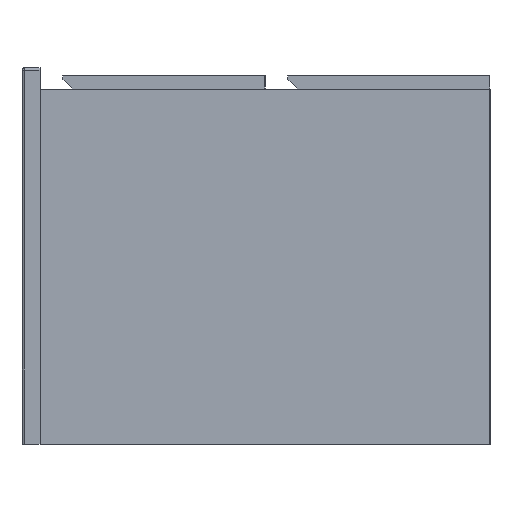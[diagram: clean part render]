
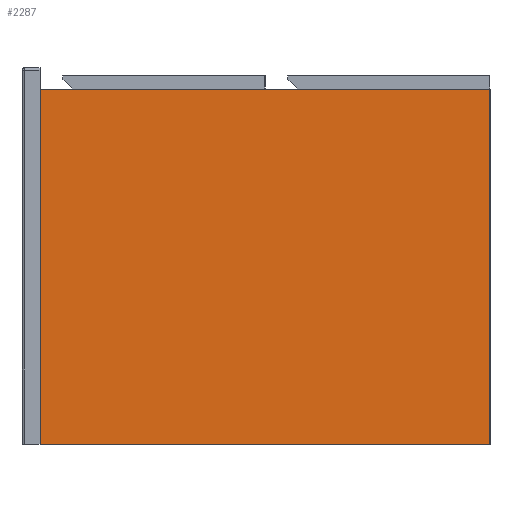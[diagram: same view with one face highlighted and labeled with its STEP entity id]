
A CAD part, left-side view. The second image highlights one B-rep face of the part: STEP entity #2287.
In plain terms, the highlighted planar face has unit normal (-1, 0, 0).
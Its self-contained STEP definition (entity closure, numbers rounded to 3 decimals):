
#148 = LINE ( 'NONE', #2864, #750 ) ;
#154 = VERTEX_POINT ( 'NONE', #3689 ) ;
#230 = ORIENTED_EDGE ( 'NONE', *, *, #256, .T. ) ;
#256 = EDGE_CURVE ( 'NONE', #154, #692, #2692, .T. ) ;
#460 = DIRECTION ( 'NONE',  ( 0., 1., 0. ) ) ;
#592 = ORIENTED_EDGE ( 'NONE', *, *, #2360, .F. ) ;
#692 = VERTEX_POINT ( 'NONE', #2734 ) ;
#699 = ORIENTED_EDGE ( 'NONE', *, *, #1665, .F. ) ;
#750 = VECTOR ( 'NONE', #1957, 1000. ) ;
#876 = VECTOR ( 'NONE', #460, 1000. ) ;
#984 = CARTESIAN_POINT ( 'NONE',  ( -744., -275., 0. ) ) ;
#1050 = CARTESIAN_POINT ( 'NONE',  ( -744., 275., 434. ) ) ;
#1075 = VERTEX_POINT ( 'NONE', #1910 ) ;
#1411 = CARTESIAN_POINT ( 'NONE',  ( -744., 275., 434. ) ) ;
#1665 = EDGE_CURVE ( 'NONE', #3275, #692, #3047, .T. ) ;
#1685 = EDGE_CURVE ( 'NONE', #1075, #154, #2715, .T. ) ;
#1727 = ORIENTED_EDGE ( 'NONE', *, *, #1685, .T. ) ;
#1740 = AXIS2_PLACEMENT_3D ( 'NONE', #3734, #3452, #2290 ) ;
#1757 = FACE_OUTER_BOUND ( 'NONE', #2314, .T. ) ;
#1910 = CARTESIAN_POINT ( 'NONE',  ( -744., -275., 434. ) ) ;
#1957 = DIRECTION ( 'NONE',  ( 0., 0., -1. ) ) ;
#1982 = DIRECTION ( 'NONE',  ( 0., 0., -1. ) ) ;
#2215 = CARTESIAN_POINT ( 'NONE',  ( -744., 275., 0. ) ) ;
#2287 = ADVANCED_FACE ( 'NONE', ( #1757 ), #2837, .T. ) ;
#2290 = DIRECTION ( 'NONE',  ( 0., 0., 1. ) ) ;
#2314 = EDGE_LOOP ( 'NONE', ( #699, #592, #1727, #230 ) ) ;
#2360 = EDGE_CURVE ( 'NONE', #1075, #3275, #148, .T. ) ;
#2692 = LINE ( 'NONE', #1411, #2779 ) ;
#2715 = LINE ( 'NONE', #1050, #3228 ) ;
#2734 = CARTESIAN_POINT ( 'NONE',  ( -744., 275., 0. ) ) ;
#2779 = VECTOR ( 'NONE', #1982, 1000. ) ;
#2837 = PLANE ( 'NONE',  #1740 ) ;
#2864 = CARTESIAN_POINT ( 'NONE',  ( -744., -275., 434. ) ) ;
#3047 = LINE ( 'NONE', #2215, #876 ) ;
#3228 = VECTOR ( 'NONE', #3662, 1000. ) ;
#3275 = VERTEX_POINT ( 'NONE', #984 ) ;
#3452 = DIRECTION ( 'NONE',  ( -1., 0., 0. ) ) ;
#3662 = DIRECTION ( 'NONE',  ( 0., 1., 0. ) ) ;
#3689 = CARTESIAN_POINT ( 'NONE',  ( -744., 275., 434. ) ) ;
#3734 = CARTESIAN_POINT ( 'NONE',  ( -744., 275., 434. ) ) ;
